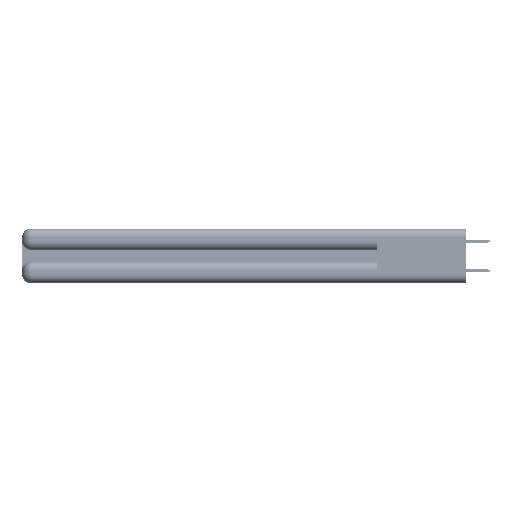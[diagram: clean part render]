
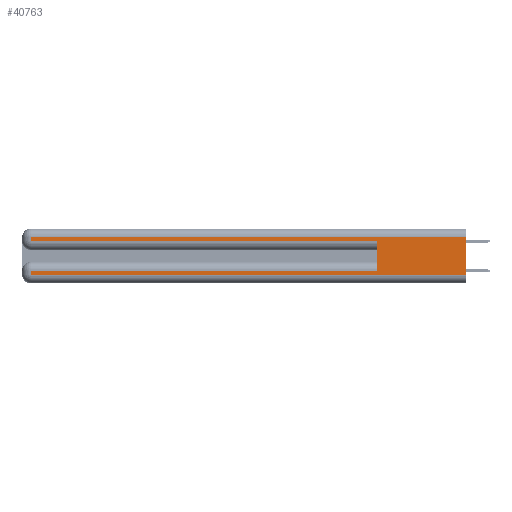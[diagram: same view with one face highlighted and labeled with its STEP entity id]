
A CAD part, left-side view. The second image highlights one B-rep face of the part: STEP entity #40763.
In plain terms, the highlighted planar face has unit normal (-1, 0, 0).
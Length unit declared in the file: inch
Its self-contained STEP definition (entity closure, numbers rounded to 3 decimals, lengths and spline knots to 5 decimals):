
#202 = LINE ( 'NONE', #28562, #10106 ) ;
#323 = CARTESIAN_POINT ( 'NONE',  ( 0., 0., 0.06 ) ) ;
#920 = DIRECTION ( 'NONE',  ( 0., -1., 0. ) ) ;
#950 = EDGE_CURVE ( 'NONE', #11839, #19768, #202, .T. ) ;
#1097 = ORIENTED_EDGE ( 'NONE', *, *, #13355, .T. ) ;
#1798 = CARTESIAN_POINT ( 'NONE',  ( 0., 0.6, 0.285 ) ) ;
#2585 = EDGE_CURVE ( 'NONE', #19768, #19708, #50833, .T. ) ;
#3534 = DIRECTION ( 'NONE',  ( 0., 1., 0. ) ) ;
#3960 = CARTESIAN_POINT ( 'NONE',  ( 0., 0., 0.37 ) ) ;
#4183 = VECTOR ( 'NONE', #25314, 39.37008 ) ;
#4464 = CARTESIAN_POINT ( 'NONE',  ( 0., 0., 0.085 ) ) ;
#7606 = LINE ( 'NONE', #45120, #29756 ) ;
#7828 = VECTOR ( 'NONE', #29613, 39.37008 ) ;
#8344 = LINE ( 'NONE', #3960, #40175 ) ;
#10106 = VECTOR ( 'NONE', #3534, 39.37008 ) ;
#10738 = EDGE_CURVE ( 'NONE', #11839, #35939, #8344, .T. ) ;
#10948 = PLANE ( 'NONE',  #38063 ) ;
#11839 = VERTEX_POINT ( 'NONE', #36826 ) ;
#12229 = CARTESIAN_POINT ( 'NONE',  ( 0., 2.94, 0.085 ) ) ;
#12278 = VERTEX_POINT ( 'NONE', #18856 ) ;
#12315 = ORIENTED_EDGE ( 'NONE', *, *, #52649, .T. ) ;
#13355 = EDGE_CURVE ( 'NONE', #16440, #12278, #27715, .T. ) ;
#14673 = EDGE_CURVE ( 'NONE', #40609, #16440, #48956, .T. ) ;
#15617 = FACE_OUTER_BOUND ( 'NONE', #30241, .T. ) ;
#16440 = VERTEX_POINT ( 'NONE', #12229 ) ;
#16491 = DIRECTION ( 'NONE',  ( 0., 0., -1. ) ) ;
#17288 = VECTOR ( 'NONE', #41543, 39.37008 ) ;
#17880 = VECTOR ( 'NONE', #21470, 39.37008 ) ;
#18209 = VERTEX_POINT ( 'NONE', #1798 ) ;
#18856 = CARTESIAN_POINT ( 'NONE',  ( 0., 2.94, 0.06 ) ) ;
#19349 = CARTESIAN_POINT ( 'NONE',  ( 0., 0., 0.37 ) ) ;
#19708 = VERTEX_POINT ( 'NONE', #51705 ) ;
#19768 = VERTEX_POINT ( 'NONE', #39626 ) ;
#21470 = DIRECTION ( 'NONE',  ( 0., 0., -1. ) ) ;
#22024 = LINE ( 'NONE', #38273, #30671 ) ;
#23534 = DIRECTION ( 'NONE',  ( 1., 0., 0. ) ) ;
#25144 = CARTESIAN_POINT ( 'NONE',  ( 0., 2.94, 0.37 ) ) ;
#25314 = DIRECTION ( 'NONE',  ( 0., 0., -1. ) ) ;
#25457 = CARTESIAN_POINT ( 'NONE',  ( 0., 0.6, 0.145 ) ) ;
#27715 = LINE ( 'NONE', #25144, #4183 ) ;
#28562 = CARTESIAN_POINT ( 'NONE',  ( 0., 0., 0.31 ) ) ;
#29613 = DIRECTION ( 'NONE',  ( 0., 0., 1. ) ) ;
#29756 = VECTOR ( 'NONE', #53401, 39.37008 ) ;
#29809 = EDGE_CURVE ( 'NONE', #40609, #18209, #40952, .T. ) ;
#29937 = ORIENTED_EDGE ( 'NONE', *, *, #29809, .F. ) ;
#30241 = EDGE_LOOP ( 'NONE', ( #48647, #36219, #41694, #41133, #29937, #43470, #1097, #12315 ) ) ;
#30671 = VECTOR ( 'NONE', #920, 39.37008 ) ;
#33862 = EDGE_CURVE ( 'NONE', #19708, #18209, #7606, .T. ) ;
#34909 = CARTESIAN_POINT ( 'NONE',  ( 0., 0.6, 0.085 ) ) ;
#35939 = VERTEX_POINT ( 'NONE', #323 ) ;
#36219 = ORIENTED_EDGE ( 'NONE', *, *, #950, .T. ) ;
#36826 = CARTESIAN_POINT ( 'NONE',  ( 0., 0., 0.31 ) ) ;
#38063 = AXIS2_PLACEMENT_3D ( 'NONE', #19349, #23534, #52406 ) ;
#38273 = CARTESIAN_POINT ( 'NONE',  ( 0., 0., 0.06 ) ) ;
#39626 = CARTESIAN_POINT ( 'NONE',  ( 0., 2.94, 0.31 ) ) ;
#40175 = VECTOR ( 'NONE', #16491, 39.37008 ) ;
#40609 = VERTEX_POINT ( 'NONE', #34909 ) ;
#40763 = ADVANCED_FACE ( 'NONE', ( #15617 ), #10948, .F. ) ;
#40952 = LINE ( 'NONE', #25457, #7828 ) ;
#41133 = ORIENTED_EDGE ( 'NONE', *, *, #33862, .T. ) ;
#41543 = DIRECTION ( 'NONE',  ( 0., 1., 0. ) ) ;
#41694 = ORIENTED_EDGE ( 'NONE', *, *, #2585, .T. ) ;
#43470 = ORIENTED_EDGE ( 'NONE', *, *, #14673, .T. ) ;
#45120 = CARTESIAN_POINT ( 'NONE',  ( 0., 0., 0.285 ) ) ;
#46221 = CARTESIAN_POINT ( 'NONE',  ( 0., 2.94, 0.37 ) ) ;
#48647 = ORIENTED_EDGE ( 'NONE', *, *, #10738, .F. ) ;
#48956 = LINE ( 'NONE', #4464, #17288 ) ;
#50833 = LINE ( 'NONE', #46221, #17880 ) ;
#51705 = CARTESIAN_POINT ( 'NONE',  ( 0., 2.94, 0.285 ) ) ;
#52406 = DIRECTION ( 'NONE',  ( 0., 0., -1. ) ) ;
#52649 = EDGE_CURVE ( 'NONE', #12278, #35939, #22024, .T. ) ;
#53401 = DIRECTION ( 'NONE',  ( 0., -1., 0. ) ) ;
